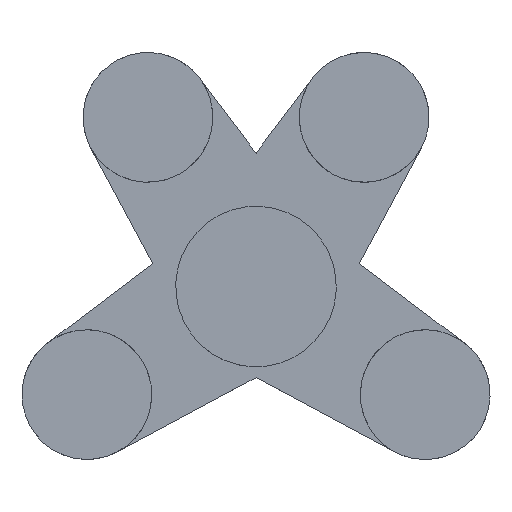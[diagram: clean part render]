
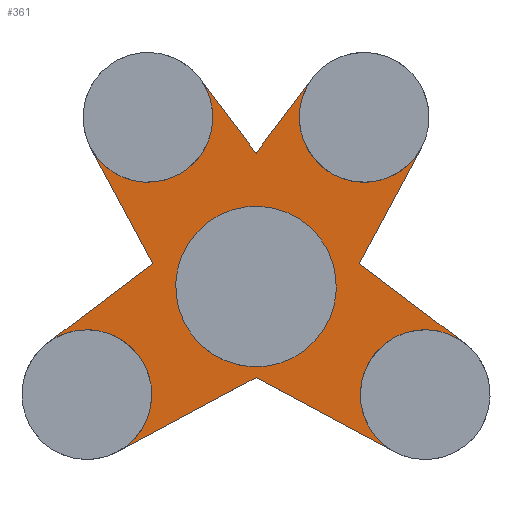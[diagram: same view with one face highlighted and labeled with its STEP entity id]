
A CAD part, top view. The second image highlights one B-rep face of the part: STEP entity #361.
In plain terms, the highlighted planar face has unit normal (0, 0, 1).
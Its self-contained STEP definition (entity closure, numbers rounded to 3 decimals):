
#15=FACE_BOUND('',#121,.T.);
#33=LINE('',#574,#66);
#35=LINE('',#578,#68);
#39=LINE('',#587,#72);
#41=LINE('',#591,#74);
#43=LINE('',#602,#76);
#44=LINE('',#604,#77);
#45=LINE('',#610,#78);
#46=LINE('',#611,#79);
#66=VECTOR('',#462,10.);
#68=VECTOR('',#466,10.);
#72=VECTOR('',#476,10.);
#74=VECTOR('',#480,10.);
#76=VECTOR('',#492,10.);
#77=VECTOR('',#493,10.);
#78=VECTOR('',#498,10.);
#79=VECTOR('',#499,10.);
#100=FACE_OUTER_BOUND('',#120,.T.);
#120=EDGE_LOOP('',(#286,#287,#288,#289,#290,#291,#292,#293,#294,#295,#296,
#297,#298,#299));
#121=EDGE_LOOP('',(#300));
#139=CIRCLE('',#388,21.);
#140=CIRCLE('',#392,21.);
#141=CIRCLE('',#396,26.);
#142=CIRCLE('',#398,21.);
#143=CIRCLE('',#399,21.);
#144=CIRCLE('',#400,21.);
#145=CIRCLE('',#401,21.);
#165=VERTEX_POINT('',#566);
#166=VERTEX_POINT('',#568);
#167=VERTEX_POINT('',#572);
#168=VERTEX_POINT('',#576);
#169=VERTEX_POINT('',#581);
#170=VERTEX_POINT('',#585);
#171=VERTEX_POINT('',#589);
#172=VERTEX_POINT('',#593);
#173=VERTEX_POINT('',#597);
#174=VERTEX_POINT('',#599);
#175=VERTEX_POINT('',#601);
#176=VERTEX_POINT('',#603);
#177=VERTEX_POINT('',#605);
#178=VERTEX_POINT('',#607);
#179=VERTEX_POINT('',#609);
#201=EDGE_CURVE('',#166,#165,#139,.T.);
#204=EDGE_CURVE('',#167,#165,#33,.T.);
#206=EDGE_CURVE('',#167,#168,#35,.T.);
#209=EDGE_CURVE('',#168,#169,#140,.T.);
#211=EDGE_CURVE('',#169,#170,#39,.T.);
#213=EDGE_CURVE('',#171,#170,#41,.T.);
#215=EDGE_CURVE('',#172,#172,#141,.T.);
#216=EDGE_CURVE('',#171,#173,#142,.T.);
#217=EDGE_CURVE('',#173,#174,#143,.T.);
#218=EDGE_CURVE('',#174,#175,#43,.T.);
#219=EDGE_CURVE('',#175,#176,#44,.T.);
#220=EDGE_CURVE('',#176,#177,#144,.T.);
#221=EDGE_CURVE('',#177,#178,#145,.T.);
#222=EDGE_CURVE('',#178,#179,#45,.T.);
#223=EDGE_CURVE('',#179,#166,#46,.T.);
#286=ORIENTED_EDGE('',*,*,#209,.T.);
#287=ORIENTED_EDGE('',*,*,#211,.T.);
#288=ORIENTED_EDGE('',*,*,#213,.F.);
#289=ORIENTED_EDGE('',*,*,#216,.T.);
#290=ORIENTED_EDGE('',*,*,#217,.T.);
#291=ORIENTED_EDGE('',*,*,#218,.T.);
#292=ORIENTED_EDGE('',*,*,#219,.T.);
#293=ORIENTED_EDGE('',*,*,#220,.T.);
#294=ORIENTED_EDGE('',*,*,#221,.T.);
#295=ORIENTED_EDGE('',*,*,#222,.T.);
#296=ORIENTED_EDGE('',*,*,#223,.T.);
#297=ORIENTED_EDGE('',*,*,#201,.T.);
#298=ORIENTED_EDGE('',*,*,#204,.F.);
#299=ORIENTED_EDGE('',*,*,#206,.T.);
#300=ORIENTED_EDGE('',*,*,#215,.T.);
#343=PLANE('',#397);
#361=ADVANCED_FACE('',(#100,#15),#343,.F.);
#388=AXIS2_PLACEMENT_3D('',#569,#456,#457);
#392=AXIS2_PLACEMENT_3D('',#583,#471,#472);
#396=AXIS2_PLACEMENT_3D('',#595,#484,#485);
#397=AXIS2_PLACEMENT_3D('',#596,#486,#487);
#398=AXIS2_PLACEMENT_3D('',#598,#488,#489);
#399=AXIS2_PLACEMENT_3D('',#600,#490,#491);
#400=AXIS2_PLACEMENT_3D('',#606,#494,#495);
#401=AXIS2_PLACEMENT_3D('',#608,#496,#497);
#456=DIRECTION('center_axis',(0.,0.,
-1.));
#457=DIRECTION('ref_axis',(0.998,-0.061,0.));
#462=DIRECTION('',(-0.472,0.882,0.));
#466=DIRECTION('',(-0.799,-0.602,0.));
#471=DIRECTION('center_axis',(0.,0.,
-1.));
#472=DIRECTION('ref_axis',(0.989,0.147,0.));
#476=DIRECTION('',(0.882,0.472,0.));
#480=DIRECTION('',(-0.882,0.472,0.));
#484=DIRECTION('center_axis',(0.,0.,
-1.));
#485=DIRECTION('ref_axis',(0.999,-0.047,0.));
#486=DIRECTION('center_axis',(0.,0.,
-1.));
#487=DIRECTION('ref_axis',(1.,0.,0.));
#488=DIRECTION('center_axis',(0.,0.,
-1.));
#489=DIRECTION('ref_axis',(0.99,0.138,0.));
#490=DIRECTION('center_axis',(0.,0.,
-1.));
#491=DIRECTION('ref_axis',(0.99,0.138,0.));
#492=DIRECTION('',(-0.799,0.602,0.));
#493=DIRECTION('',(0.472,0.882,0.));
#494=DIRECTION('center_axis',(0.,0.,
-1.));
#495=DIRECTION('ref_axis',(0.933,0.359,0.));
#496=DIRECTION('center_axis',(0.,0.,
-1.));
#497=DIRECTION('ref_axis',(0.933,0.359,0.));
#498=DIRECTION('',(-0.602,-0.799,0.));
#499=DIRECTION('',(-0.602,0.799,0.));
#566=CARTESIAN_POINT('',(-53.513,174.804,133.055));
#568=CARTESIAN_POINT('',(-18.227,197.353,133.055));
#569=CARTESIAN_POINT('Origin',(-35.,184.717,133.055));
#572=CARTESIAN_POINT('',(-33.436,137.309,133.055));
#574=CARTESIAN_POINT('',(-22.921,117.672,133.055));
#576=CARTESIAN_POINT('',(-67.408,111.719,133.055));
#578=CARTESIAN_POINT('',(-15.644,150.712,133.055));
#581=CARTESIAN_POINT('',(-44.859,76.432,133.055));
#583=CARTESIAN_POINT('Origin',(-54.772,94.945,133.055));
#585=CARTESIAN_POINT('',(0.,100.452,133.055));
#587=CARTESIAN_POINT('',(-44.859,76.432,133.055));
#589=CARTESIAN_POINT('',(44.859,76.432,133.055));
#591=CARTESIAN_POINT('',(44.859,76.432,133.055));
#593=CARTESIAN_POINT('',(-25.972,131.161,133.055));
#595=CARTESIAN_POINT('Origin',(0.,129.945,133.055));
#596=CARTESIAN_POINT('Origin',(0.,139.831,133.055));
#597=CARTESIAN_POINT('',(33.973,92.047,133.055));
#598=CARTESIAN_POINT('Origin',(54.772,94.945,133.055));
#599=CARTESIAN_POINT('',(67.408,111.719,133.055));
#600=CARTESIAN_POINT('Origin',(54.772,94.945,133.055));
#601=CARTESIAN_POINT('',(33.436,137.309,133.055));
#602=CARTESIAN_POINT('',(67.408,111.719,133.055));
#603=CARTESIAN_POINT('',(53.513,174.804,133.055));
#604=CARTESIAN_POINT('',(22.921,117.672,133.055));
#605=CARTESIAN_POINT('',(15.402,177.174,133.055));
#606=CARTESIAN_POINT('Origin',(35.,184.717,133.055));
#607=CARTESIAN_POINT('',(18.227,197.353,133.055));
#608=CARTESIAN_POINT('Origin',(35.,184.717,133.055));
#609=CARTESIAN_POINT('',(0.,173.157,133.055));
#610=CARTESIAN_POINT('',(18.227,197.353,133.055));
#611=CARTESIAN_POINT('',(20.767,145.589,133.055));
